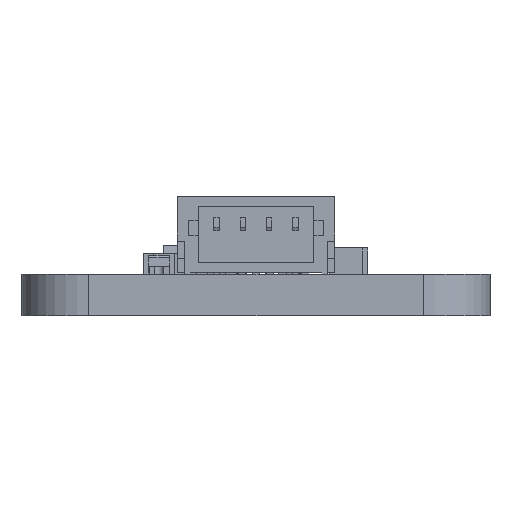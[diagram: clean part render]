
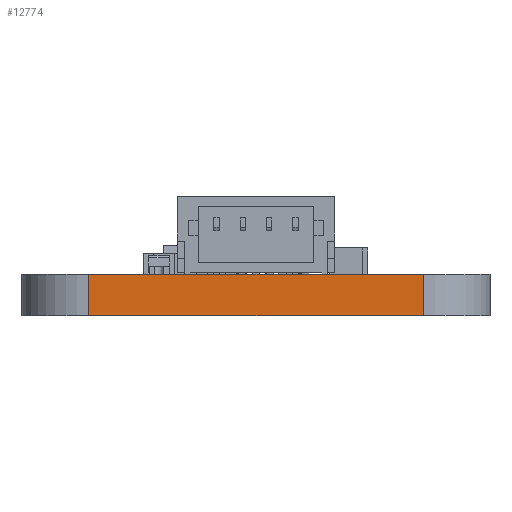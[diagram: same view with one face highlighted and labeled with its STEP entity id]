
A CAD part, front view. The second image highlights one B-rep face of the part: STEP entity #12774.
In plain terms, the highlighted planar face has unit normal (0, -1, 0).
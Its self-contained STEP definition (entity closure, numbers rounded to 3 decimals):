
#201=PLANE('',#13662);
#795=FACE_OUTER_BOUND('',#1466,.T.);
#1466=EDGE_LOOP('',(#8644,#8645,#8646,#8647));
#2224=LINE('',#18137,#3778);
#2225=LINE('',#18140,#3779);
#2226=LINE('',#18142,#3780);
#2227=LINE('',#18143,#3781);
#3778=VECTOR('',#14767,10.);
#3779=VECTOR('',#14770,10.);
#3780=VECTOR('',#14771,10.);
#3781=VECTOR('',#14772,10.);
#5598=VERTEX_POINT('',#18133);
#5599=VERTEX_POINT('',#18135);
#5600=VERTEX_POINT('',#18139);
#5601=VERTEX_POINT('',#18141);
#6810=EDGE_CURVE('',#5598,#5599,#2224,.T.);
#6811=EDGE_CURVE('',#5600,#5598,#2225,.T.);
#6812=EDGE_CURVE('',#5601,#5599,#2226,.T.);
#6813=EDGE_CURVE('',#5600,#5601,#2227,.T.);
#8644=ORIENTED_EDGE('',*,*,#6811,.T.);
#8645=ORIENTED_EDGE('',*,*,#6810,.T.);
#8646=ORIENTED_EDGE('',*,*,#6812,.F.);
#8647=ORIENTED_EDGE('',*,*,#6813,.F.);
#12774=ADVANCED_FACE('',(#795),#201,.T.);
#13662=AXIS2_PLACEMENT_3D('',#18138,#14768,#14769);
#14767=DIRECTION('',(0.,0.,1.));
#14768=DIRECTION('center_axis',(0.,-1.,0.));
#14769=DIRECTION('ref_axis',(1.,0.,0.));
#14770=DIRECTION('',(1.,0.,0.));
#14771=DIRECTION('',(1.,0.,0.));
#14772=DIRECTION('',(0.,0.,1.));
#18133=CARTESIAN_POINT('',(15.24,0.,0.));
#18135=CARTESIAN_POINT('',(15.24,0.,1.57));
#18137=CARTESIAN_POINT('',(15.24,0.,0.));
#18138=CARTESIAN_POINT('Origin',(2.54,0.,0.));
#18139=CARTESIAN_POINT('',(2.54,0.,0.));
#18140=CARTESIAN_POINT('',(2.54,0.,0.));
#18141=CARTESIAN_POINT('',(2.54,0.,1.57));
#18142=CARTESIAN_POINT('',(2.54,0.,1.57));
#18143=CARTESIAN_POINT('',(2.54,0.,0.));
